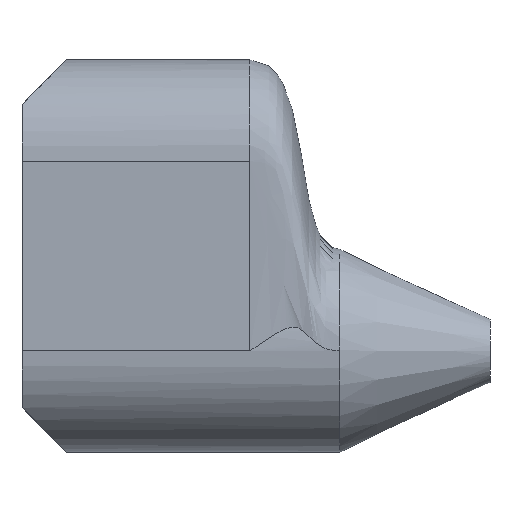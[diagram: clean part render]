
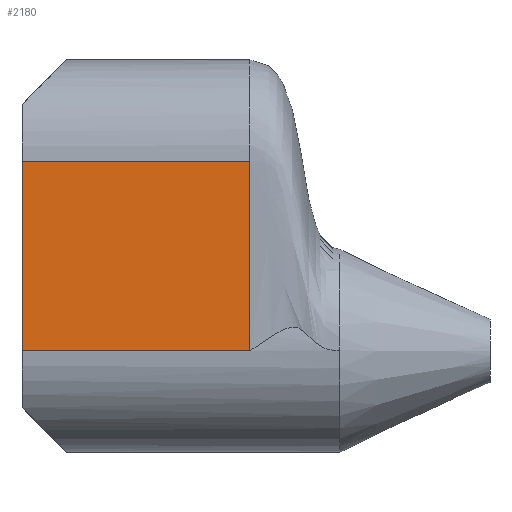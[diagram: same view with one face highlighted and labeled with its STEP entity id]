
A CAD part, left-side view. The second image highlights one B-rep face of the part: STEP entity #2180.
In plain terms, the highlighted planar face has unit normal (-1, 0, 0).
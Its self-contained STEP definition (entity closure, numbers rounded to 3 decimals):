
#96=PLANE('',#2377);
#176=LINE('',#8977,#238);
#178=LINE('',#9749,#240);
#180=LINE('',#9759,#242);
#182=LINE('',#9768,#244);
#238=VECTOR('',#2728,0.01);
#240=VECTOR('',#2734,0.001);
#242=VECTOR('',#2744,0.001);
#244=VECTOR('',#2754,0.001);
#503=FACE_OUTER_BOUND('',#641,.T.);
#641=EDGE_LOOP('',(#2023,#2024,#2025,#2026));
#998=VERTEX_POINT('',#8926);
#999=VERTEX_POINT('',#8976);
#1005=VERTEX_POINT('',#9748);
#1009=VERTEX_POINT('',#9758);
#1322=EDGE_CURVE('',#999,#998,#176,.T.);
#1333=EDGE_CURVE('',#999,#1005,#178,.T.);
#1338=EDGE_CURVE('',#998,#1009,#180,.T.);
#1343=EDGE_CURVE('',#1009,#1005,#182,.T.);
#2023=ORIENTED_EDGE('',*,*,#1343,.T.);
#2024=ORIENTED_EDGE('',*,*,#1333,.F.);
#2025=ORIENTED_EDGE('',*,*,#1322,.T.);
#2026=ORIENTED_EDGE('',*,*,#1338,.T.);
#2180=ADVANCED_FACE('',(#503),#96,.F.);
#2377=AXIS2_PLACEMENT_3D('',#9792,#2785,#2786);
#2728=DIRECTION('',(0.,0.,1.));
#2734=DIRECTION('',(0.,1.,0.));
#2744=DIRECTION('',(0.,1.,0.));
#2754=DIRECTION('',(0.,0.,-1.));
#2785=DIRECTION('center_axis',(1.,0.,0.));
#2786=DIRECTION('ref_axis',(0.,0.,-1.));
#8926=CARTESIAN_POINT('',(-0.225,-0.505,0.42));
#8976=CARTESIAN_POINT('',(-0.225,-0.505,0.));
#8977=CARTESIAN_POINT('',(-0.225,-0.505,0.));
#9748=CARTESIAN_POINT('',(-0.225,0.,0.));
#9749=CARTESIAN_POINT('',(-0.225,-0.5,0.));
#9758=CARTESIAN_POINT('',(-0.225,0.,0.42));
#9759=CARTESIAN_POINT('',(-0.225,-0.5,0.42));
#9768=CARTESIAN_POINT('',(-0.225,0.,0.42));
#9792=CARTESIAN_POINT('Origin',(-0.225,-0.5,0.42));
